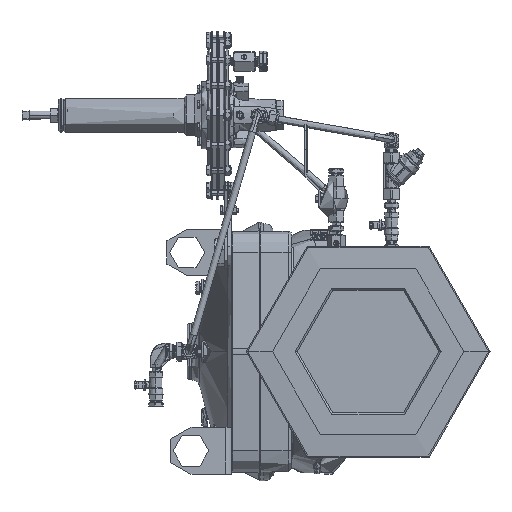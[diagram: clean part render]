
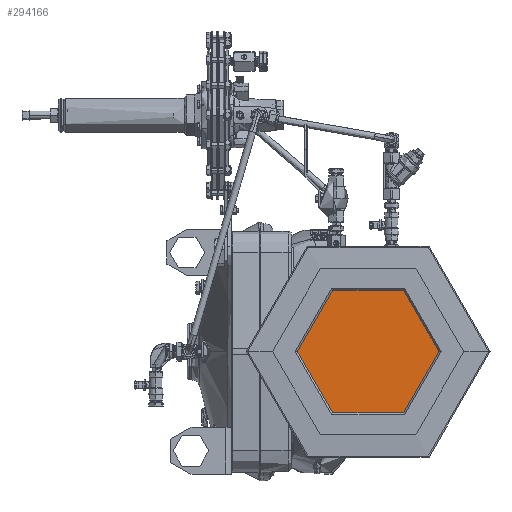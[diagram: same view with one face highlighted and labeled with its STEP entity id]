
A CAD part, left-side view. The second image highlights one B-rep face of the part: STEP entity #294166.
In plain terms, the highlighted planar face has unit normal (-1, 0, 0).
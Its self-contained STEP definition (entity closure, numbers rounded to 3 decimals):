
#8098 = AXIS2_PLACEMENT_3D ( 'NONE', #217877, #246345, #221548 ) ;
#16921 = CIRCLE ( 'NONE', #170850, 100. ) ;
#27580 = VERTEX_POINT ( 'NONE', #98146 ) ;
#50859 = DIRECTION ( 'NONE',  ( 0., 0., 1. ) ) ;
#75176 = DIRECTION ( 'NONE',  ( 0., 0., 1. ) ) ;
#98146 = CARTESIAN_POINT ( 'NONE',  ( -228.061, 100., 0. ) ) ;
#132497 = CARTESIAN_POINT ( 'NONE',  ( -228.061, 0., 0. ) ) ;
#143250 = CARTESIAN_POINT ( 'NONE',  ( -228.061, -100., 0. ) ) ;
#170850 = AXIS2_PLACEMENT_3D ( 'NONE', #301098, #269130, #75176 ) ;
#189589 = EDGE_CURVE ( 'NONE', #241610, #27580, #316958, .T. ) ;
#200349 = ORIENTED_EDGE ( 'NONE', *, *, #266031, .T. ) ;
#217877 = CARTESIAN_POINT ( 'NONE',  ( -228.061, 0., 0. ) ) ;
#221548 = DIRECTION ( 'NONE',  ( 0., 0., 1. ) ) ;
#241610 = VERTEX_POINT ( 'NONE', #143250 ) ;
#246345 = DIRECTION ( 'NONE',  ( -1., 0., 0. ) ) ;
#266031 = EDGE_CURVE ( 'NONE', #27580, #241610, #16921, .T. ) ;
#269130 = DIRECTION ( 'NONE',  ( -1., 0., 0. ) ) ;
#280849 = AXIS2_PLACEMENT_3D ( 'NONE', #132497, #327711, #50859 ) ;
#294166 = ADVANCED_FACE ( 'NONE', ( #294227 ), #301646, .T. ) ;
#294227 = FACE_OUTER_BOUND ( 'NONE', #314833, .T. ) ;
#301098 = CARTESIAN_POINT ( 'NONE',  ( -228.061, 0., 0. ) ) ;
#301646 = PLANE ( 'NONE',  #280849 ) ;
#314833 = EDGE_LOOP ( 'NONE', ( #200349, #319087 ) ) ;
#316958 = CIRCLE ( 'NONE', #8098, 100. ) ;
#319087 = ORIENTED_EDGE ( 'NONE', *, *, #189589, .T. ) ;
#327711 = DIRECTION ( 'NONE',  ( -1., 0., 0. ) ) ;
